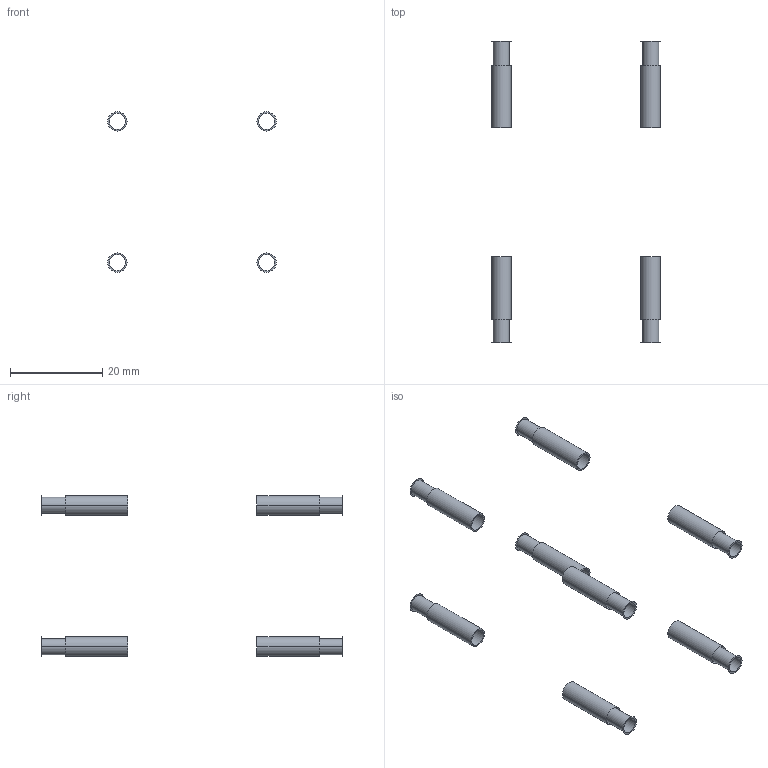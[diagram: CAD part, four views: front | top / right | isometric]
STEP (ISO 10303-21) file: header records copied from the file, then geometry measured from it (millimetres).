
FILE_DESCRIPTION((''),'2;1');
FILE_NAME('NV_1_ETI','2018-01-24T',('matic.bajda'),('Audax d.o.o.'),'CREO PARAMETRIC BY PTC INC, 2016260','CREO PARAMETRIC BY PTC INC, 2016260','');
FILE_SCHEMA(('AUTOMOTIVE_DESIGN { 1 0 10303 214 1 1 1 1 }'));
Length unit declared in the file: millimetre
Products named in the file (1): NV_1_ETI
Bounding box: 36.5 x 65.1 x 34.75 mm (x, y, z)
Surface area: 2631.6 mm2 (no closed solid volume)
Topology: 0 solids, 16 shells, 48 faces, 144 edges, 112 vertices
Faces by surface type: cylinder 32, plane 16
Entity records: 35525 total; most frequent: CARTESIAN_POINT 10451, ORIENTED_EDGE 5358, DIRECTION 5033, EDGE_CURVE 2719, AXIS2_PLACEMENT_3D 1923, VERTEX_POINT 1778, VECTOR 1187, LINE 1187
